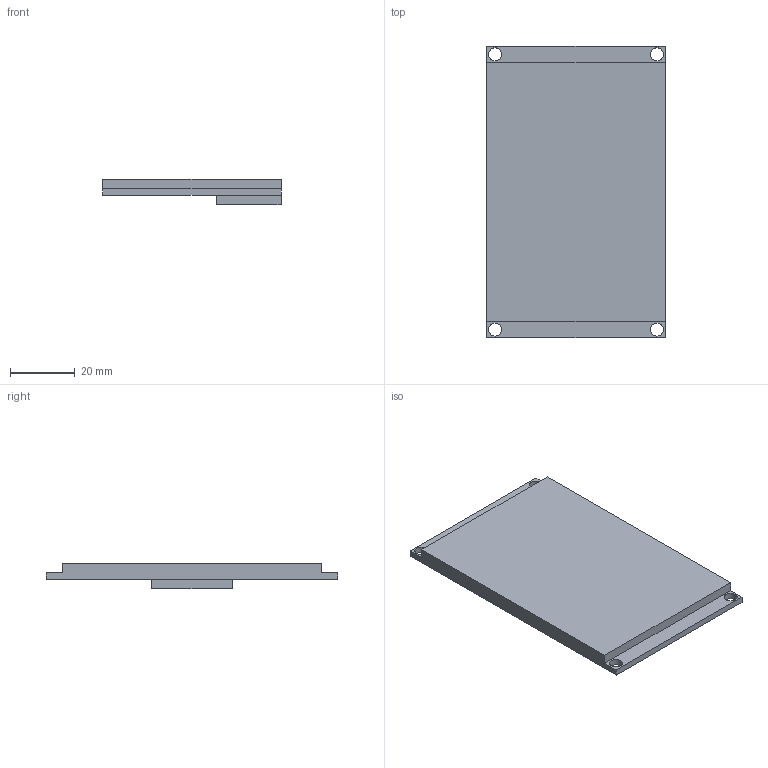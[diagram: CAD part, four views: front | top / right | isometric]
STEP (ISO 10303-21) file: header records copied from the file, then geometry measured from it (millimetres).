
FILE_DESCRIPTION(/* description */ (''),/* implementation_level */ '2;1');
FILE_NAME(/* name */ 'LCD_Screen v3.step',/* time_stamp */ '2025-06-15T11:38:26-05:00',/* author */ (''),/* organization */ (''),/* preprocessor_version */ 'ST-DEVELOPER v20.1',/* originating_system */ 'Autodesk Translation Framework v14.10.0.0',/* authorisation */ '');
FILE_SCHEMA (('AUTOMOTIVE_DESIGN { 1 0 10303 214 3 1 1 }'));
Length unit declared in the file: millimetre
Products named in the file (1): LCD_Screen
Bounding box: 55 x 90 x 8 mm (x, y, z)
Volume: 23650.6 mm3; surface area: 12540.8 mm2
Topology: 1 solids, 1 shells, 23 faces, 60 edges, 40 vertices
Faces by surface type: plane 19, cylinder 4
Full cylindrical faces by diameter (mm): 4 x4
Entity records: 760 total; most frequent: CARTESIAN_POINT 124, ORIENTED_EDGE 120, DIRECTION 116, EDGE_CURVE 60, LINE 52, VECTOR 52, VERTEX_POINT 40, EDGE_LOOP 32
